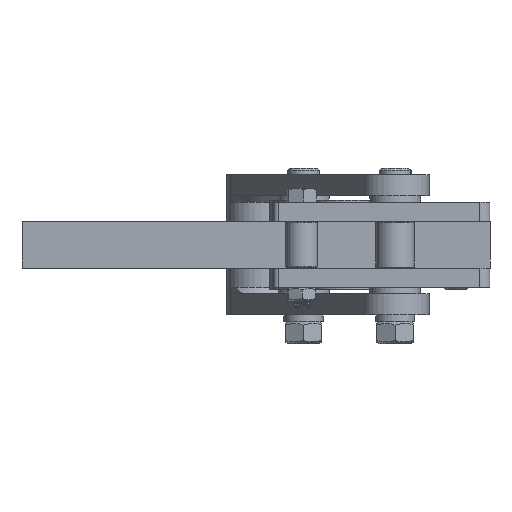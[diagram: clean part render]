
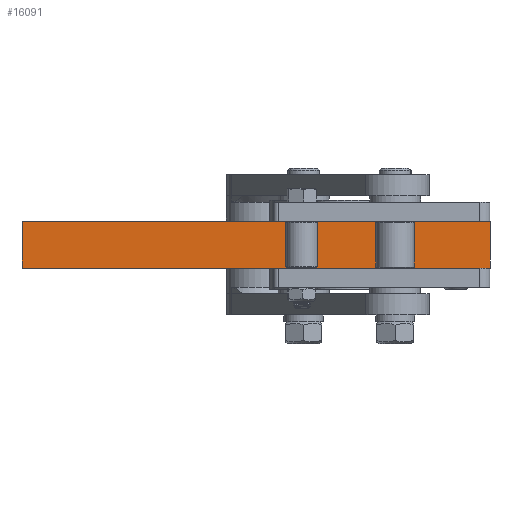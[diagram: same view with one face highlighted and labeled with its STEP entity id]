
A CAD part, front view. The second image highlights one B-rep face of the part: STEP entity #16091.
In plain terms, the highlighted planar face has unit normal (0, -1, 0).
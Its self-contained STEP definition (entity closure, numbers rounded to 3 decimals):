
#57 = LINE ( 'NONE', #2098, #56113 ) ;
#1355 = DIRECTION ( 'NONE',  ( 0., 0., -1. ) ) ;
#2098 = CARTESIAN_POINT ( 'NONE',  ( 16., -16., 22. ) ) ;
#4411 = CARTESIAN_POINT ( 'NONE',  ( 16., -16., 22. ) ) ;
#5627 = VECTOR ( 'NONE', #10437, 1000. ) ;
#8742 = VECTOR ( 'NONE', #13733, 1000. ) ;
#9421 = EDGE_CURVE ( 'NONE', #23610, #46932, #57, .T. ) ;
#10060 = ORIENTED_EDGE ( 'NONE', *, *, #50955, .F. ) ;
#10437 = DIRECTION ( 'NONE',  ( 1., 0., 0. ) ) ;
#10554 = AXIS2_PLACEMENT_3D ( 'NONE', #4411, #22681, #53753 ) ;
#10769 = ORIENTED_EDGE ( 'NONE', *, *, #9421, .F. ) ;
#13177 = EDGE_LOOP ( 'NONE', ( #47315, #10769, #10060, #30206 ) ) ;
#13733 = DIRECTION ( 'NONE',  ( 1., 0., 0. ) ) ;
#14956 = CARTESIAN_POINT ( 'NONE',  ( 16., -16., 22. ) ) ;
#16091 = ADVANCED_FACE ( 'NONE', ( #26652 ), #53578, .F. ) ;
#17270 = VERTEX_POINT ( 'NONE', #33287 ) ;
#17968 = CARTESIAN_POINT ( 'NONE',  ( -204., -16., 0. ) ) ;
#22681 = DIRECTION ( 'NONE',  ( 0., 1., 0. ) ) ;
#23181 = CARTESIAN_POINT ( 'NONE',  ( -204., -16., 22. ) ) ;
#23610 = VERTEX_POINT ( 'NONE', #40247 ) ;
#23655 = LINE ( 'NONE', #23181, #35604 ) ;
#25738 = CARTESIAN_POINT ( 'NONE',  ( 16., -16., 0. ) ) ;
#26652 = FACE_OUTER_BOUND ( 'NONE', #13177, .T. ) ;
#27495 = EDGE_CURVE ( 'NONE', #45041, #46932, #44595, .T. ) ;
#30206 = ORIENTED_EDGE ( 'NONE', *, *, #46610, .T. ) ;
#33287 = CARTESIAN_POINT ( 'NONE',  ( -204., -16., 22. ) ) ;
#35604 = VECTOR ( 'NONE', #54225, 1000. ) ;
#40247 = CARTESIAN_POINT ( 'NONE',  ( 16., -16., 22. ) ) ;
#41665 = LINE ( 'NONE', #14956, #5627 ) ;
#44595 = LINE ( 'NONE', #53723, #8742 ) ;
#45041 = VERTEX_POINT ( 'NONE', #17968 ) ;
#46610 = EDGE_CURVE ( 'NONE', #17270, #45041, #23655, .T. ) ;
#46932 = VERTEX_POINT ( 'NONE', #25738 ) ;
#47315 = ORIENTED_EDGE ( 'NONE', *, *, #27495, .T. ) ;
#50955 = EDGE_CURVE ( 'NONE', #17270, #23610, #41665, .T. ) ;
#53578 = PLANE ( 'NONE',  #10554 ) ;
#53723 = CARTESIAN_POINT ( 'NONE',  ( 16., -16., 0. ) ) ;
#53753 = DIRECTION ( 'NONE',  ( -1., 0., 0. ) ) ;
#54225 = DIRECTION ( 'NONE',  ( 0., 0., -1. ) ) ;
#56113 = VECTOR ( 'NONE', #1355, 1000. ) ;
